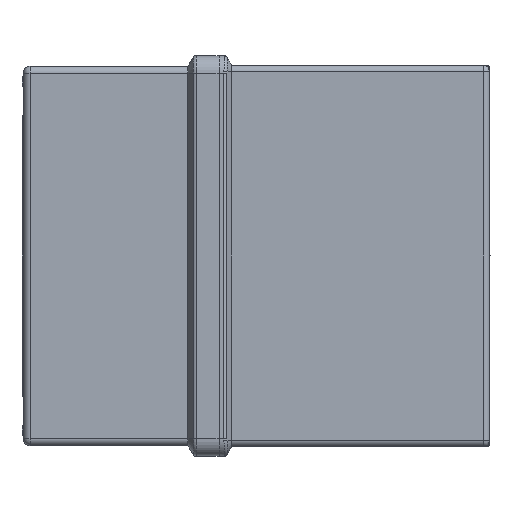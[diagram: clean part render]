
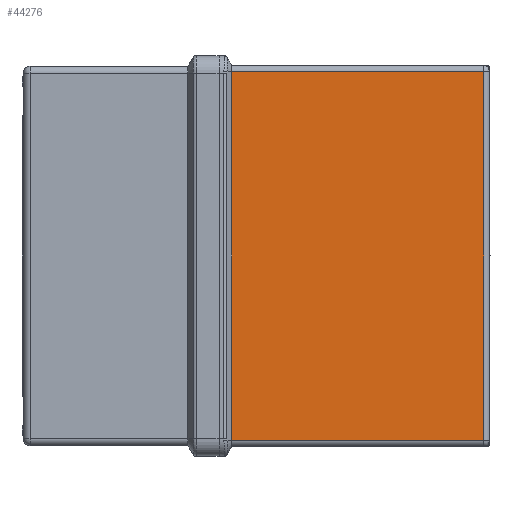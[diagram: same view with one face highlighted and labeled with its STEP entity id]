
A CAD part, left-side view. The second image highlights one B-rep face of the part: STEP entity #44276.
In plain terms, the highlighted planar face has unit normal (-1, 0, 0).
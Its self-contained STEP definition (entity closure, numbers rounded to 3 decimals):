
#3641 = DIRECTION ( 'NONE',  ( 0., 0., 1. ) ) ;
#5259 = CARTESIAN_POINT ( 'NONE',  ( -110.7, -3.525, 51.65 ) ) ;
#6229 = PLANE ( 'NONE',  #13156 ) ;
#10400 = LINE ( 'NONE', #55175, #38090 ) ;
#11623 = CARTESIAN_POINT ( 'NONE',  ( -110.7, -74.3, -51.65 ) ) ;
#11839 = DIRECTION ( 'NONE',  ( 0., 0., 1. ) ) ;
#13009 = EDGE_CURVE ( 'NONE', #26945, #24281, #15898, .T. ) ;
#13156 = AXIS2_PLACEMENT_3D ( 'NONE', #22769, #44871, #11839 ) ;
#13908 = EDGE_LOOP ( 'NONE', ( #67289, #36116, #64988, #25103 ) ) ;
#14129 = VECTOR ( 'NONE', #58013, 1000. ) ;
#15898 = LINE ( 'NONE', #60855, #14129 ) ;
#18093 = CARTESIAN_POINT ( 'NONE',  ( -110.7, -3.525, -51.65 ) ) ;
#22769 = CARTESIAN_POINT ( 'NONE',  ( -110.7, -75.8, -53.45 ) ) ;
#24281 = VERTEX_POINT ( 'NONE', #5259 ) ;
#25081 = LINE ( 'NONE', #69336, #66828 ) ;
#25103 = ORIENTED_EDGE ( 'NONE', *, *, #54956, .T. ) ;
#26945 = VERTEX_POINT ( 'NONE', #61312 ) ;
#30457 = VERTEX_POINT ( 'NONE', #11623 ) ;
#31038 = VECTOR ( 'NONE', #39512, 1000. ) ;
#34061 = CARTESIAN_POINT ( 'NONE',  ( -110.7, -75.8, -51.65 ) ) ;
#35318 = EDGE_CURVE ( 'NONE', #30457, #26945, #25081, .T. ) ;
#36116 = ORIENTED_EDGE ( 'NONE', *, *, #35318, .T. ) ;
#38090 = VECTOR ( 'NONE', #38901, 1000. ) ;
#38901 = DIRECTION ( 'NONE',  ( 0., 0., -1. ) ) ;
#38972 = VERTEX_POINT ( 'NONE', #18093 ) ;
#39512 = DIRECTION ( 'NONE',  ( 0., -1., 0. ) ) ;
#44276 = ADVANCED_FACE ( 'NONE', ( #45286 ), #6229, .T. ) ;
#44871 = DIRECTION ( 'NONE',  ( -1., 0., 0. ) ) ;
#45286 = FACE_OUTER_BOUND ( 'NONE', #13908, .T. ) ;
#45580 = LINE ( 'NONE', #34061, #31038 ) ;
#54956 = EDGE_CURVE ( 'NONE', #24281, #38972, #10400, .T. ) ;
#55175 = CARTESIAN_POINT ( 'NONE',  ( -110.7, -3.525, -51.65 ) ) ;
#58013 = DIRECTION ( 'NONE',  ( 0., 1., 0. ) ) ;
#60855 = CARTESIAN_POINT ( 'NONE',  ( -110.7, -75.8, 51.65 ) ) ;
#61312 = CARTESIAN_POINT ( 'NONE',  ( -110.7, -74.3, 51.65 ) ) ;
#64435 = EDGE_CURVE ( 'NONE', #38972, #30457, #45580, .T. ) ;
#64988 = ORIENTED_EDGE ( 'NONE', *, *, #13009, .T. ) ;
#66828 = VECTOR ( 'NONE', #3641, 1000. ) ;
#67289 = ORIENTED_EDGE ( 'NONE', *, *, #64435, .T. ) ;
#69336 = CARTESIAN_POINT ( 'NONE',  ( -110.7, -74.3, 51.65 ) ) ;
